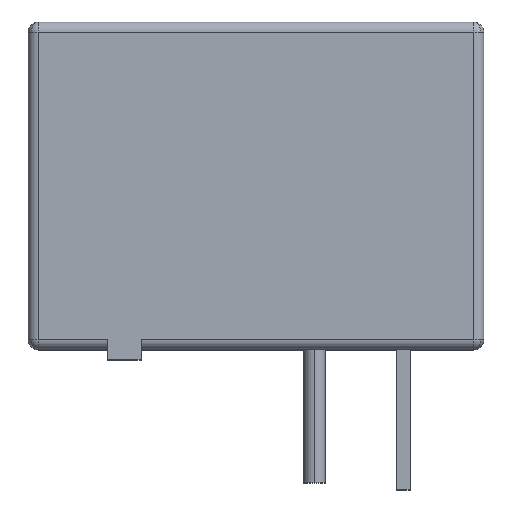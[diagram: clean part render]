
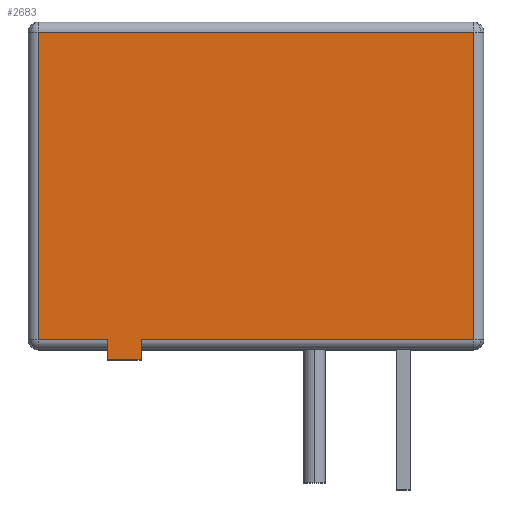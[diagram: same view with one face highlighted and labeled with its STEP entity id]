
A CAD part, top view. The second image highlights one B-rep face of the part: STEP entity #2683.
In plain terms, the highlighted planar face has unit normal (0, 0, 1).
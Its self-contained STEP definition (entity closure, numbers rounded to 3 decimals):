
#730=DIRECTION('',(0.,-1.,0.));
#731=VECTOR('',#730,0.6);
#732=CARTESIAN_POINT('',(-4.405,0.3,4.85));
#733=LINE('',#732,#731);
#742=DIRECTION('',(1.,0.,0.));
#743=VECTOR('',#742,1.);
#744=CARTESIAN_POINT('',(-4.405,-0.3,4.85));
#745=LINE('',#744,#743);
#758=DIRECTION('',(0.,1.,0.));
#759=VECTOR('',#758,0.6);
#760=CARTESIAN_POINT('',(-3.405,-0.3,4.85));
#761=LINE('',#760,#759);
#775=DIRECTION('',(1.,0.,0.));
#776=VECTOR('',#775,2.045);
#777=CARTESIAN_POINT('',(-6.45,0.3,4.85));
#778=LINE('',#777,#776);
#804=DIRECTION('',(0.,-1.,0.));
#805=VECTOR('',#804,9.1);
#806=CARTESIAN_POINT('',(-6.45,9.4,4.85));
#807=LINE('',#806,#805);
#916=DIRECTION('',(-1.,0.,0.));
#917=VECTOR('',#916,12.9);
#918=CARTESIAN_POINT('',(6.45,9.4,4.85));
#919=LINE('',#918,#917);
#949=DIRECTION('',(0.,1.,0.));
#950=VECTOR('',#949,9.1);
#951=CARTESIAN_POINT('',(6.45,0.3,4.85));
#952=LINE('',#951,#950);
#994=DIRECTION('',(1.,0.,0.));
#995=VECTOR('',#994,9.855);
#996=CARTESIAN_POINT('',(-3.405,0.3,4.85));
#997=LINE('',#996,#995);
#2254=CARTESIAN_POINT('',(-4.405,-0.3,4.85));
#2256=VERTEX_POINT('',#2254);
#2257=CARTESIAN_POINT('',(-4.405,0.3,4.85));
#2258=VERTEX_POINT('',#2257);
#2261=CARTESIAN_POINT('',(-3.405,-0.3,4.85));
#2262=VERTEX_POINT('',#2261);
#2263=CARTESIAN_POINT('',(-3.405,0.3,4.85));
#2264=VERTEX_POINT('',#2263);
#2265=CARTESIAN_POINT('',(-6.45,0.3,
4.85));
#2266=VERTEX_POINT('',#2265);
#2267=CARTESIAN_POINT('',(-6.45,9.4,4.85));
#2268=VERTEX_POINT('',#2267);
#2269=CARTESIAN_POINT('',(6.45,9.4,4.85));
#2270=VERTEX_POINT('',#2269);
#2271=CARTESIAN_POINT('',(6.45,0.3,4.85));
#2272=VERTEX_POINT('',#2271);
#2663=CARTESIAN_POINT('',(-6.45,-0.3,4.85));
#2664=DIRECTION('',(0.,0.,1.));
#2665=DIRECTION('',(1.,0.,0.));
#2666=AXIS2_PLACEMENT_3D('',#2663,#2664,#2665);
#2667=PLANE('',#2666);
#2668=ORIENTED_EDGE('',*,*,#2655,.F.);
#2669=ORIENTED_EDGE('',*,*,#2628,.F.);
#2670=ORIENTED_EDGE('',*,*,#2615,.F.);
#2672=ORIENTED_EDGE('',*,*,#2671,.F.);
#2674=ORIENTED_EDGE('',*,*,#2673,.F.);
#2676=ORIENTED_EDGE('',*,*,#2675,.F.);
#2678=ORIENTED_EDGE('',*,*,#2677,.F.);
#2680=ORIENTED_EDGE('',*,*,#2679,.F.);
#2681=EDGE_LOOP('',(#2668,#2669,#2670,#2672,#2674,#2676,#2678,#2680));
#2682=FACE_OUTER_BOUND('',#2681,.F.);
#2615=EDGE_CURVE('',#2258,#2256,#733,.T.);
#2628=EDGE_CURVE('',#2256,#2262,#745,.T.);
#2655=EDGE_CURVE('',#2262,#2264,#761,.T.);
#2671=EDGE_CURVE('',#2266,#2258,#778,.T.);
#2673=EDGE_CURVE('',#2268,#2266,#807,.T.);
#2675=EDGE_CURVE('',#2270,#2268,#919,.T.);
#2677=EDGE_CURVE('',#2272,#2270,#952,.T.);
#2679=EDGE_CURVE('',#2264,#2272,#997,.T.);
#2683=ADVANCED_FACE('',(#2682),#2667,.T.);
